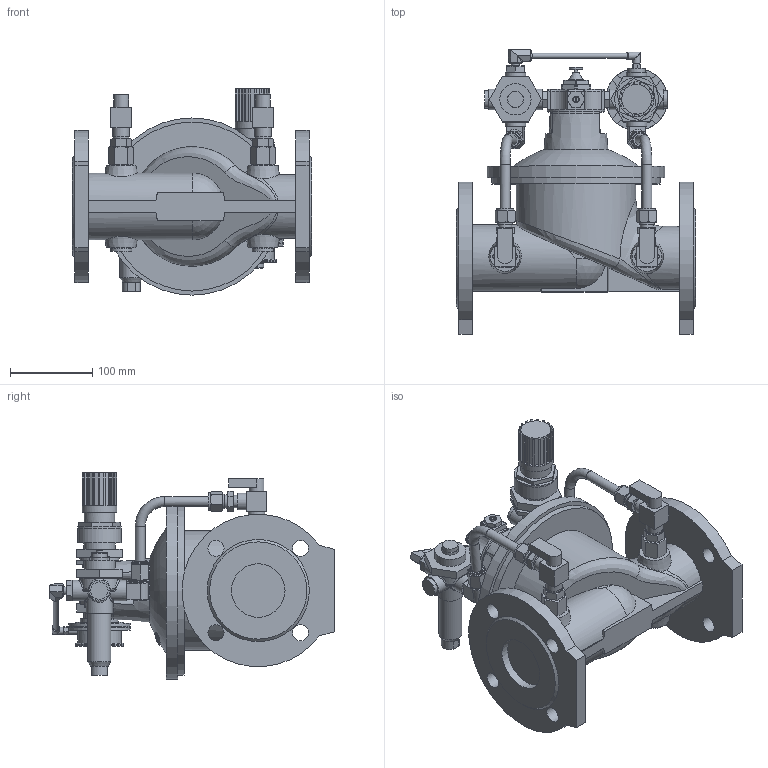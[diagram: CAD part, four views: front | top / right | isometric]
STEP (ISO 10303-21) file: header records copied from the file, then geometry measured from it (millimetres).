
FILE_DESCRIPTION (( 'STEP AP203' ), '1' );
FILE_NAME ('O_859_10_DN065_114XX10_AA0_step.step', '2017-01-09T07:07:38', ( 'Windows User' ), ( 'AVK' ), 'SwSTEP 2.0', 'SolidWorks 2012', '' );
FILE_SCHEMA (( 'CONFIG_CONTROL_DESIGN' ));
Length unit declared in the file: millimetre
Products named in the file (1): O_859_10_DN065_114XX10_AA0_step
Bounding box: 290 x 345.7 x 250.25 mm (x, y, z)
Volume: 5263220.1 mm3; surface area: 457524.1 mm2
Topology: 1 solids, 1 shells, 1092 faces, 2683 edges, 1673 vertices
Faces by surface type: plane 566, cylinder 216, cone 163, bspline 69, torus 56, sphere 22
Full cylindrical faces by diameter (mm): 4 x1, 6 x1, 7 x1, 7.7 x2, 9 x2, 9.7 x1, 12 x4, 14 x1, 15.002 x2, 16 x5, 18 x6, 19 x1, 19.5 x8, 19.6 x2, 20 x7, 21 x5, 24 x2, 25 x8, 26 x2, 28 x1, 32 x2, 37 x1, 38 x3, 40 x1, 42 x1, 46 x3, 48 x3, 53 x3, 58 x1, 65 x2
Entity records: 39575 total; most frequent: CARTESIAN_POINT 15612, ORIENTED_EDGE 4954, DIRECTION 4720, EDGE_CURVE 2477, AXIS2_PLACEMENT_3D 1814, VERTEX_POINT 1604, EDGE_LOOP 1331, FACE_OUTER_BOUND 1198
